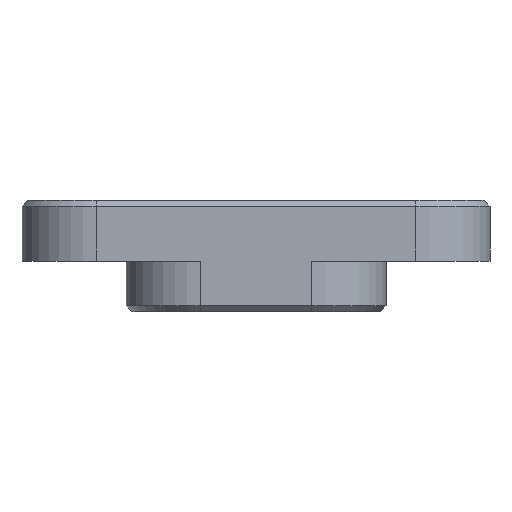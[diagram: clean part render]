
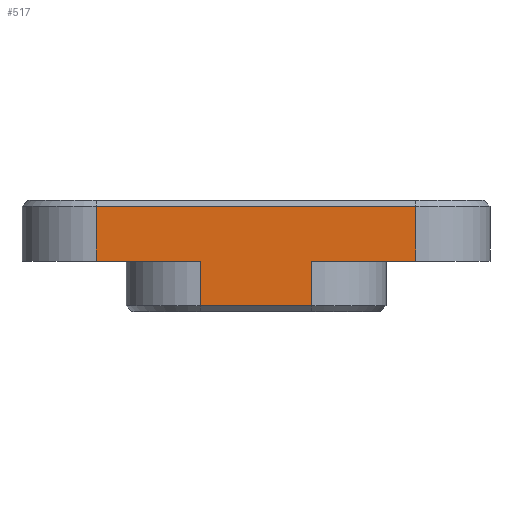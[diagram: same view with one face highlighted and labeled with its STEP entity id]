
A CAD part, front view. The second image highlights one B-rep face of the part: STEP entity #517.
In plain terms, the highlighted planar face has unit normal (0, -1, 0).
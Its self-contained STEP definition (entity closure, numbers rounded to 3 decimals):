
#171=CARTESIAN_POINT('',(64.963,-30.973,4.6));
#172=VERTEX_POINT('',#171);
#180=CARTESIAN_POINT('',(64.963,-30.973,0.9));
#181=VERTEX_POINT('',#180);
#182=CARTESIAN_POINT('',(64.963,-30.973,0.9));
#183=DIRECTION('',(-0.,-0.,1.));
#184=VECTOR('',#183,3.7);
#185=LINE('',#182,#184);
#186=EDGE_CURVE('',#181,#172,#185,.T.);
#436=CARTESIAN_POINT('',(57.963,-30.973,0.9));
#437=VERTEX_POINT('',#436);
#445=CARTESIAN_POINT('',(57.963,-30.973,-2.1));
#446=VERTEX_POINT('',#445);
#447=CARTESIAN_POINT('',(57.963,-30.973,-2.1));
#448=DIRECTION('',(-0.,-0.,1.));
#449=VECTOR('',#448,3.);
#450=LINE('',#447,#449);
#451=EDGE_CURVE('',#446,#437,#450,.T.);
#464=CARTESIAN_POINT('',(57.959,-30.973,5.));
#465=DIRECTION('',(-0.,1.,0.));
#466=DIRECTION('',(-1.,-0.,-0.));
#467=AXIS2_PLACEMENT_3D('',#464,#465,#466);
#468=PLANE('',#467);
#469=ORIENTED_EDGE('',*,*,#186,.T.);
#470=CARTESIAN_POINT('',(43.463,-30.973,4.6));
#471=VERTEX_POINT('',#470);
#472=CARTESIAN_POINT('',(64.963,-30.973,4.6));
#473=DIRECTION('',(-1.,-0.,-0.));
#474=VECTOR('',#473,21.5);
#475=LINE('',#472,#474);
#476=EDGE_CURVE('',#172,#471,#475,.T.);
#477=ORIENTED_EDGE('',*,*,#476,.T.);
#478=CARTESIAN_POINT('',(43.463,-30.973,0.9));
#479=VERTEX_POINT('',#478);
#480=CARTESIAN_POINT('',(43.463,-30.973,0.9));
#481=DIRECTION('',(-0.,-0.,1.));
#482=VECTOR('',#481,3.7);
#483=LINE('',#480,#482);
#484=EDGE_CURVE('',#479,#471,#483,.T.);
#485=ORIENTED_EDGE('',*,*,#484,.F.);
#486=CARTESIAN_POINT('',(50.463,-30.973,0.9));
#487=VERTEX_POINT('',#486);
#488=CARTESIAN_POINT('',(50.463,-30.973,0.9));
#489=DIRECTION('',(-1.,-0.,0.));
#490=VECTOR('',#489,7.);
#491=LINE('',#488,#490);
#492=EDGE_CURVE('',#487,#479,#491,.T.);
#493=ORIENTED_EDGE('',*,*,#492,.F.);
#494=CARTESIAN_POINT('',(50.463,-30.973,-2.1));
#495=VERTEX_POINT('',#494);
#496=CARTESIAN_POINT('',(50.463,-30.973,0.9));
#497=DIRECTION('',(0.,0.,-1.));
#498=VECTOR('',#497,3.);
#499=LINE('',#496,#498);
#500=EDGE_CURVE('',#487,#495,#499,.T.);
#501=ORIENTED_EDGE('',*,*,#500,.T.);
#502=CARTESIAN_POINT('',(50.463,-30.973,-2.1));
#503=DIRECTION('',(1.,0.,0.));
#504=VECTOR('',#503,7.5);
#505=LINE('',#502,#504);
#506=EDGE_CURVE('',#495,#446,#505,.T.);
#507=ORIENTED_EDGE('',*,*,#506,.T.);
#508=ORIENTED_EDGE('',*,*,#451,.T.);
#509=CARTESIAN_POINT('',(64.963,-30.973,0.9));
#510=DIRECTION('',(-1.,-0.,-0.));
#511=VECTOR('',#510,7.);
#512=LINE('',#509,#511);
#513=EDGE_CURVE('',#181,#437,#512,.T.);
#514=ORIENTED_EDGE('',*,*,#513,.F.);
#515=EDGE_LOOP('',(#469,#477,#485,#493,#501,#507,#508,#514));
#516=FACE_BOUND('',#515,.T.);
#517=ADVANCED_FACE('',(#516),#468,.F.);
